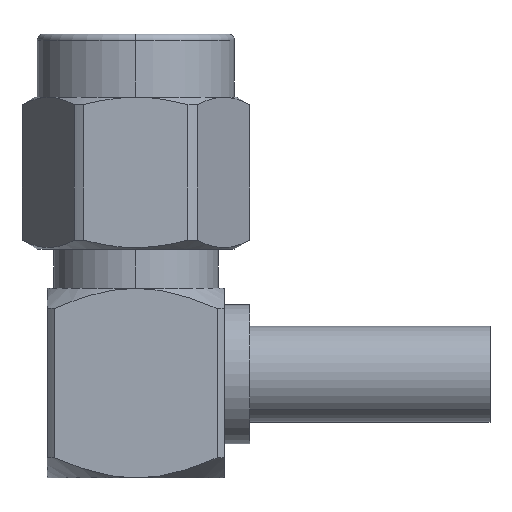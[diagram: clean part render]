
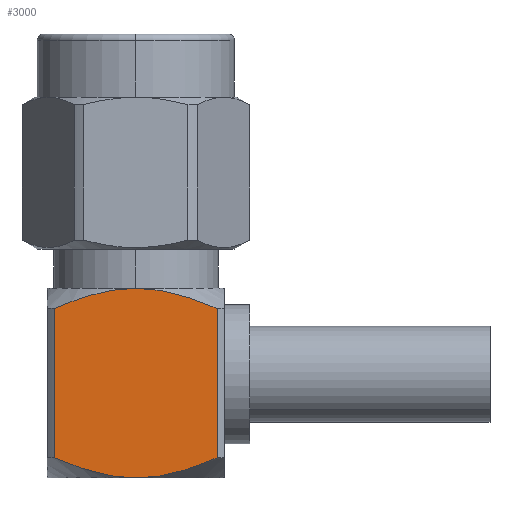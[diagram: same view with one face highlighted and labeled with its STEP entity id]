
A CAD part, left-side view. The second image highlights one B-rep face of the part: STEP entity #3000.
In plain terms, the highlighted planar face has unit normal (-1, 0, 0).
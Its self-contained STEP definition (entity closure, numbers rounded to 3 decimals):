
#111 = CARTESIAN_POINT ( 'NONE',  ( -3.5, 3.211, 6.7 ) ) ;
#155 = CARTESIAN_POINT ( 'NONE',  ( -3.5, -0.28, 0. ) ) ;
#219 = CARTESIAN_POINT ( 'NONE',  ( -3.5, 0., 0. ) ) ;
#314 = EDGE_LOOP ( 'NONE', ( #4656, #1456, #4401, #929, #4649, #1239 ) ) ;
#392 = CARTESIAN_POINT ( 'NONE',  ( -3.5, 0., 7.5 ) ) ;
#454 = EDGE_CURVE ( 'NONE', #3299, #2089, #912, .T. ) ;
#596 = EDGE_CURVE ( 'NONE', #2089, #1110, #2562, .T. ) ;
#912 = B_SPLINE_CURVE_WITH_KNOTS ( 'NONE', 3,
 ( #2064, #5300, #5756, #1077, #1543, #1106, #155, #219 ),
 .UNSPECIFIED., .F., .F.,
 ( 4, 2, 2, 4 ),
 ( 0.004, 0.005, 0.006, 0.007 ),
 .UNSPECIFIED. ) ;
#929 = ORIENTED_EDGE ( 'NONE', *, *, #454, .F. ) ;
#937 = LINE ( 'NONE', #5704, #2617 ) ;
#943 = EDGE_CURVE ( 'NONE', #2291, #3299, #2864, .T. ) ;
#1017 = EDGE_CURVE ( 'NONE', #5811, #2291, #3411, .T. ) ;
#1077 = CARTESIAN_POINT ( 'NONE',  ( -3.5, -1.376, 0.162 ) ) ;
#1106 = CARTESIAN_POINT ( 'NONE',  ( -3.5, -0.559, 0.022 ) ) ;
#1110 = VERTEX_POINT ( 'NONE', #3340 ) ;
#1233 = CARTESIAN_POINT ( 'NONE',  ( -3.5, -0.559, 7.478 ) ) ;
#1239 = ORIENTED_EDGE ( 'NONE', *, *, #1017, .F. ) ;
#1306 = CARTESIAN_POINT ( 'NONE',  ( -3.5, 2.699, 6.915 ) ) ;
#1366 = FACE_OUTER_BOUND ( 'NONE', #314, .T. ) ;
#1456 = ORIENTED_EDGE ( 'NONE', *, *, #3733, .F. ) ;
#1543 = CARTESIAN_POINT ( 'NONE',  ( -3.5, -1.106, 0.103 ) ) ;
#1695 = CARTESIAN_POINT ( 'NONE',  ( -3.5, -1.106, 7.397 ) ) ;
#1705 = CARTESIAN_POINT ( 'NONE',  ( -3.5, 0.561, 7.5 ) ) ;
#1790 = CARTESIAN_POINT ( 'NONE',  ( -3.5, 0., 7.5 ) ) ;
#1888 = B_SPLINE_CURVE_WITH_KNOTS ( 'NONE', 3,
 ( #3622, #5494, #1306, #6011, #5006, #3557, #1705, #3182 ),
 .UNSPECIFIED., .F., .F.,
 ( 4, 2, 2, 4 ),
 ( 0.008, 0.009, 0.009, 0.011 ),
 .UNSPECIFIED. ) ;
#2064 = CARTESIAN_POINT ( 'NONE',  ( -3.5, -3.211, 0.8 ) ) ;
#2089 = VERTEX_POINT ( 'NONE', #5655 ) ;
#2291 = VERTEX_POINT ( 'NONE', #2567 ) ;
#2401 = CARTESIAN_POINT ( 'NONE',  ( -3.5, -3.211, 0. ) ) ;
#2562 = B_SPLINE_CURVE_WITH_KNOTS ( 'NONE', 3,
 ( #4145, #3143, #5548, #4045, #4631, #5938, #4569, #3678 ),
 .UNSPECIFIED., .F., .F.,
 ( 4, 2, 2, 4 ),
 ( 0.007, 0.009, 0.01, 0.01 ),
 .UNSPECIFIED. ) ;
#2567 = CARTESIAN_POINT ( 'NONE',  ( -3.5, -3.211, 6.7 ) ) ;
#2617 = VECTOR ( 'NONE', #4217, 1000. ) ;
#2675 = CARTESIAN_POINT ( 'NONE',  ( -3.5, -2.702, 6.921 ) ) ;
#2753 = CARTESIAN_POINT ( 'NONE',  ( -3.5, -3.5, 20. ) ) ;
#2780 = DIRECTION ( 'NONE',  ( 0., -1., 0. ) ) ;
#2864 = LINE ( 'NONE', #2401, #2907 ) ;
#2907 = VECTOR ( 'NONE', #5718, 1000. ) ;
#3000 = ADVANCED_FACE ( 'NONE', ( #1366 ), #4285, .T. ) ;
#3109 = CARTESIAN_POINT ( 'NONE',  ( -3.5, -1.376, 7.338 ) ) ;
#3143 = CARTESIAN_POINT ( 'NONE',  ( -3.5, 0.561, 0. ) ) ;
#3182 = CARTESIAN_POINT ( 'NONE',  ( -3.5, 0., 7.5 ) ) ;
#3299 = VERTEX_POINT ( 'NONE', #5421 ) ;
#3340 = CARTESIAN_POINT ( 'NONE',  ( -3.5, 3.211, 0.8 ) ) ;
#3411 = B_SPLINE_CURVE_WITH_KNOTS ( 'NONE', 3,
 ( #1790, #4108, #1233, #1695, #3109, #3578, #2675, #5934 ),
 .UNSPECIFIED., .F., .F.,
 ( 4, 2, 2, 4 ),
 ( 0.011, 0.012, 0.013, 0.014 ),
 .UNSPECIFIED. ) ;
#3557 = CARTESIAN_POINT ( 'NONE',  ( -3.5, 1.107, 7.411 ) ) ;
#3578 = CARTESIAN_POINT ( 'NONE',  ( -3.5, -2.177, 7.12 ) ) ;
#3622 = CARTESIAN_POINT ( 'NONE',  ( -3.5, 3.211, 6.7 ) ) ;
#3678 = CARTESIAN_POINT ( 'NONE',  ( -3.5, 3.211, 0.8 ) ) ;
#3733 = EDGE_CURVE ( 'NONE', #1110, #5583, #937, .T. ) ;
#4015 = EDGE_CURVE ( 'NONE', #5583, #5811, #1888, .T. ) ;
#4045 = CARTESIAN_POINT ( 'NONE',  ( -3.5, 1.909, 0.307 ) ) ;
#4107 = AXIS2_PLACEMENT_3D ( 'NONE', #2753, #4634, #2780 ) ;
#4108 = CARTESIAN_POINT ( 'NONE',  ( -3.5, -0.28, 7.5 ) ) ;
#4145 = CARTESIAN_POINT ( 'NONE',  ( -3.5, 0., 0. ) ) ;
#4217 = DIRECTION ( 'NONE',  ( 0., 0., 1. ) ) ;
#4285 = PLANE ( 'NONE',  #4107 ) ;
#4401 = ORIENTED_EDGE ( 'NONE', *, *, #596, .F. ) ;
#4569 = CARTESIAN_POINT ( 'NONE',  ( -3.5, 2.957, 0.69 ) ) ;
#4631 = CARTESIAN_POINT ( 'NONE',  ( -3.5, 2.175, 0.394 ) ) ;
#4634 = DIRECTION ( 'NONE',  ( -1., 0., 0. ) ) ;
#4649 = ORIENTED_EDGE ( 'NONE', *, *, #943, .F. ) ;
#4656 = ORIENTED_EDGE ( 'NONE', *, *, #4015, .F. ) ;
#5006 = CARTESIAN_POINT ( 'NONE',  ( -3.5, 1.909, 7.193 ) ) ;
#5300 = CARTESIAN_POINT ( 'NONE',  ( -3.5, -2.702, 0.579 ) ) ;
#5421 = CARTESIAN_POINT ( 'NONE',  ( -3.5, -3.211, 0.8 ) ) ;
#5494 = CARTESIAN_POINT ( 'NONE',  ( -3.5, 2.957, 6.81 ) ) ;
#5548 = CARTESIAN_POINT ( 'NONE',  ( -3.5, 1.107, 0.089 ) ) ;
#5583 = VERTEX_POINT ( 'NONE', #111 ) ;
#5655 = CARTESIAN_POINT ( 'NONE',  ( -3.5, 0., 0. ) ) ;
#5704 = CARTESIAN_POINT ( 'NONE',  ( -3.5, 3.211, 0. ) ) ;
#5718 = DIRECTION ( 'NONE',  ( 0., 0., -1. ) ) ;
#5756 = CARTESIAN_POINT ( 'NONE',  ( -3.5, -2.177, 0.38 ) ) ;
#5811 = VERTEX_POINT ( 'NONE', #392 ) ;
#5934 = CARTESIAN_POINT ( 'NONE',  ( -3.5, -3.211, 6.7 ) ) ;
#5938 = CARTESIAN_POINT ( 'NONE',  ( -3.5, 2.699, 0.585 ) ) ;
#6011 = CARTESIAN_POINT ( 'NONE',  ( -3.5, 2.175, 7.106 ) ) ;
